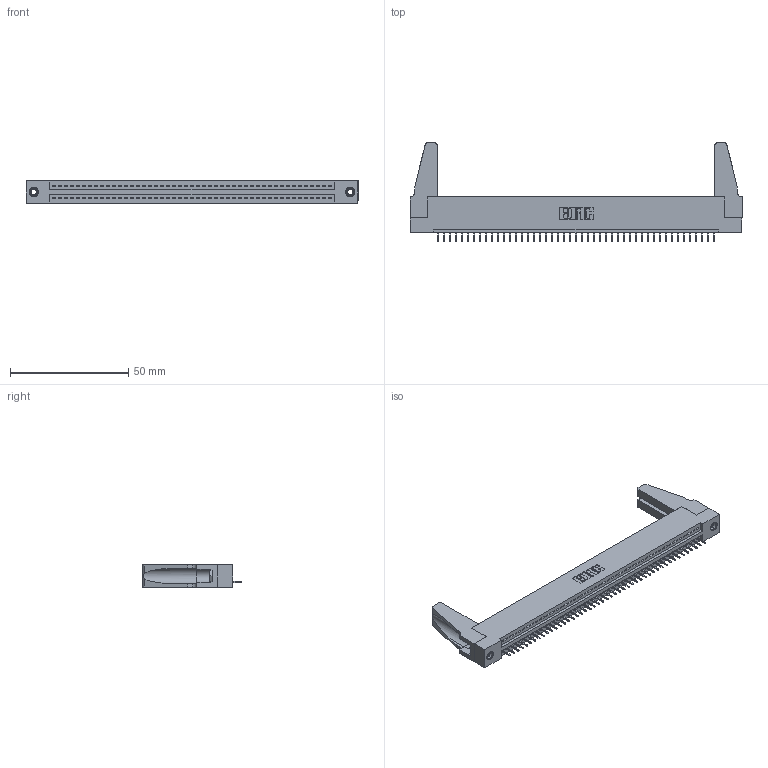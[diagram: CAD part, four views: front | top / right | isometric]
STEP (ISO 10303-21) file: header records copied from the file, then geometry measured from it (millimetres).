
FILE_DESCRIPTION (( 'STEP AP203' ), '1' );
FILE_NAME ('395-047-525-188.STEP', '2020-09-24T07:30:26', ( '' ), ( '' ), 'SwSTEP 2.0', 'SolidWorks 2020', '' );
FILE_SCHEMA (( 'CONFIG_CONTROL_DESIGN' ));
Length unit declared in the file: inch
Products named in the file (5): 345-250-001_345-250-001-102; 345 Part_Flush Mounting Lugs - 0.156 Dia-TH; 345-292-001_345-293-125; 395-047-525-188; 345-220-078_345-220-088
Assembly tree (52 placements, depth 2):
  395-047-525-188
    345 Part_Flush Mounting Lugs - 0.156 Dia-TH
    345-292-001_345-293-125  x47
    345-250-001_345-250-001-102  x2
    345-220-078_345-220-088  x2
Bounding box: 140.61 x 41.58 x 9.4 mm (x, y, z)
Volume: 16457.3 mm3; surface area: 20105.2 mm2
Topology: 52 solids, 52 shells, 3164 faces, 9115 edges, 5878 vertices
Faces by surface type: plane 2314, cylinder 834, cone 12, torus 4
Entity records: 36922 total; most frequent: CARTESIAN_POINT 6383, ORIENTED_EDGE 6324, DIRECTION 5576, EDGE_CURVE 3162, LINE 2804, VECTOR 2804, VERTEX_POINT 2098, AXIS2_PLACEMENT_3D 1386
